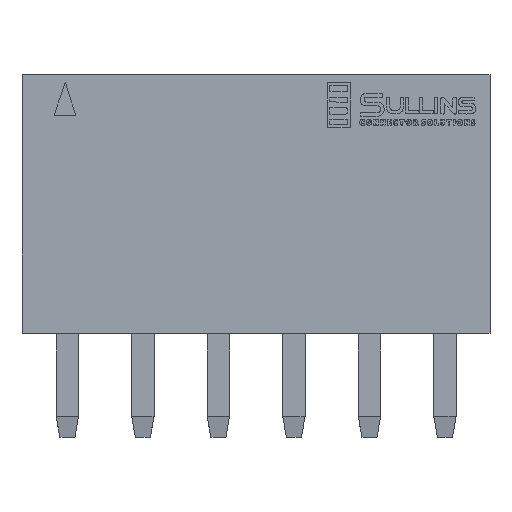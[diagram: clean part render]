
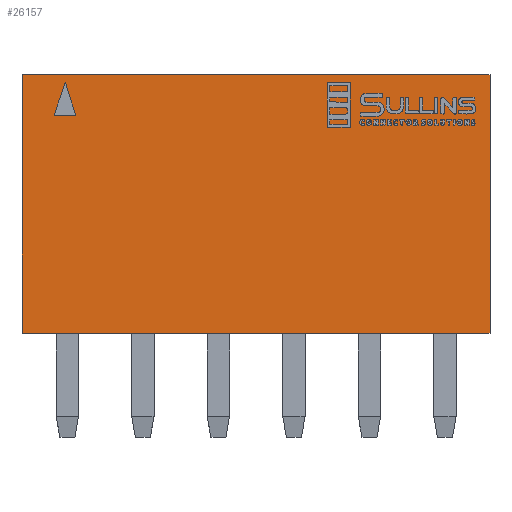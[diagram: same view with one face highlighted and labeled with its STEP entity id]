
A CAD part, top view. The second image highlights one B-rep face of the part: STEP entity #26157.
In plain terms, the highlighted planar face has unit normal (0, 0, 1).
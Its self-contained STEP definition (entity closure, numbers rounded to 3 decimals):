
#160 = CARTESIAN_POINT ( 'NONE',  ( -12.7, 0., 0. ) ) ;
#1620 = CARTESIAN_POINT ( 'NONE',  ( 1.81, 7.333, 0. ) ) ;
#2045 = DIRECTION ( 'NONE',  ( 1., 0., 0. ) ) ;
#2156 = LINE ( 'NONE', #29071, #27893 ) ;
#2513 = DIRECTION ( 'NONE',  ( -0.306, 0.952, 0. ) ) ;
#4106 = PLANE ( 'NONE',  #15976 ) ;
#4588 = CARTESIAN_POINT ( 'NONE',  ( 0., 0.5, 0. ) ) ;
#6168 = EDGE_CURVE ( 'NONE', #26325, #16960, #8639, .T. ) ;
#6486 = EDGE_CURVE ( 'NONE', #16960, #21065, #27293, .T. ) ;
#6562 = VECTOR ( 'NONE', #24125, 1000. ) ;
#7259 = LINE ( 'NONE', #22359, #17125 ) ;
#7736 = DIRECTION ( 'NONE',  ( 1., 0., 0. ) ) ;
#7832 = VERTEX_POINT ( 'NONE', #24487 ) ;
#8251 = CARTESIAN_POINT ( 'NONE',  ( 15.74, 0., 0. ) ) ;
#8639 = LINE ( 'NONE', #18292, #10148 ) ;
#9732 = EDGE_LOOP ( 'NONE', ( #14735, #21246, #16592, #29027 ) ) ;
#10148 = VECTOR ( 'NONE', #28623, 1000. ) ;
#11155 = FACE_BOUND ( 'NONE', #13382, .T. ) ;
#11352 = LINE ( 'NONE', #4588, #17905 ) ;
#11870 = CARTESIAN_POINT ( 'NONE',  ( 15.74, 0., 0. ) ) ;
#12744 = VERTEX_POINT ( 'NONE', #8251 ) ;
#13382 = EDGE_LOOP ( 'NONE', ( #15418, #29338, #14753 ) ) ;
#13791 = CARTESIAN_POINT ( 'NONE',  ( 15.74, 8.7, 0. ) ) ;
#13792 = CARTESIAN_POINT ( 'NONE',  ( 1.077, 7.333, 0. ) ) ;
#13799 = DIRECTION ( 'NONE',  ( 0., 0., 1. ) ) ;
#14126 = EDGE_CURVE ( 'NONE', #15698, #12744, #22649, .T. ) ;
#14166 = LINE ( 'NONE', #11870, #6562 ) ;
#14464 = DIRECTION ( 'NONE',  ( 0., -1., 0. ) ) ;
#14700 = CARTESIAN_POINT ( 'NONE',  ( 1.077, 7.333, 0. ) ) ;
#14735 = ORIENTED_EDGE ( 'NONE', *, *, #22736, .F. ) ;
#14753 = ORIENTED_EDGE ( 'NONE', *, *, #6168, .F. ) ;
#14854 = VECTOR ( 'NONE', #7736, 1000. ) ;
#15418 = ORIENTED_EDGE ( 'NONE', *, *, #31369, .F. ) ;
#15698 = VERTEX_POINT ( 'NONE', #25564 ) ;
#15976 = AXIS2_PLACEMENT_3D ( 'NONE', #24088, #13799, #28524 ) ;
#16592 = ORIENTED_EDGE ( 'NONE', *, *, #23906, .T. ) ;
#16960 = VERTEX_POINT ( 'NONE', #13792 ) ;
#17125 = VECTOR ( 'NONE', #2513, 1000. ) ;
#17420 = VECTOR ( 'NONE', #2045, 1000. ) ;
#17596 = DIRECTION ( 'NONE',  ( 1., 0., 0. ) ) ;
#17905 = VECTOR ( 'NONE', #14464, 1000. ) ;
#18292 = CARTESIAN_POINT ( 'NONE',  ( 1.458, 8.426, 0. ) ) ;
#21065 = VERTEX_POINT ( 'NONE', #1620 ) ;
#21246 = ORIENTED_EDGE ( 'NONE', *, *, #24807, .F. ) ;
#22359 = CARTESIAN_POINT ( 'NONE',  ( 1.81, 7.333, 0. ) ) ;
#22649 = LINE ( 'NONE', #160, #14854 ) ;
#22736 = EDGE_CURVE ( 'NONE', #30228, #12744, #14166, .T. ) ;
#23906 = EDGE_CURVE ( 'NONE', #7832, #15698, #11352, .T. ) ;
#24088 = CARTESIAN_POINT ( 'NONE',  ( -12.7, 0., 0. ) ) ;
#24125 = DIRECTION ( 'NONE',  ( 0., -1., 0. ) ) ;
#24487 = CARTESIAN_POINT ( 'NONE',  ( 0., 8.7, 0. ) ) ;
#24807 = EDGE_CURVE ( 'NONE', #7832, #30228, #2156, .T. ) ;
#25564 = CARTESIAN_POINT ( 'NONE',  ( 0., 0., 0. ) ) ;
#26157 = ADVANCED_FACE ( 'NONE', ( #11155, #26726 ), #4106, .T. ) ;
#26325 = VERTEX_POINT ( 'NONE', #30552 ) ;
#26726 = FACE_OUTER_BOUND ( 'NONE', #9732, .T. ) ;
#27293 = LINE ( 'NONE', #14700, #17420 ) ;
#27893 = VECTOR ( 'NONE', #17596, 1000. ) ;
#28524 = DIRECTION ( 'NONE',  ( 1., 0., 0. ) ) ;
#28623 = DIRECTION ( 'NONE',  ( -0.329, -0.944, 0. ) ) ;
#29027 = ORIENTED_EDGE ( 'NONE', *, *, #14126, .T. ) ;
#29071 = CARTESIAN_POINT ( 'NONE',  ( 0., 8.7, 0. ) ) ;
#29338 = ORIENTED_EDGE ( 'NONE', *, *, #6486, .F. ) ;
#30228 = VERTEX_POINT ( 'NONE', #13791 ) ;
#30552 = CARTESIAN_POINT ( 'NONE',  ( 1.458, 8.426, 0. ) ) ;
#31369 = EDGE_CURVE ( 'NONE', #21065, #26325, #7259, .T. ) ;
